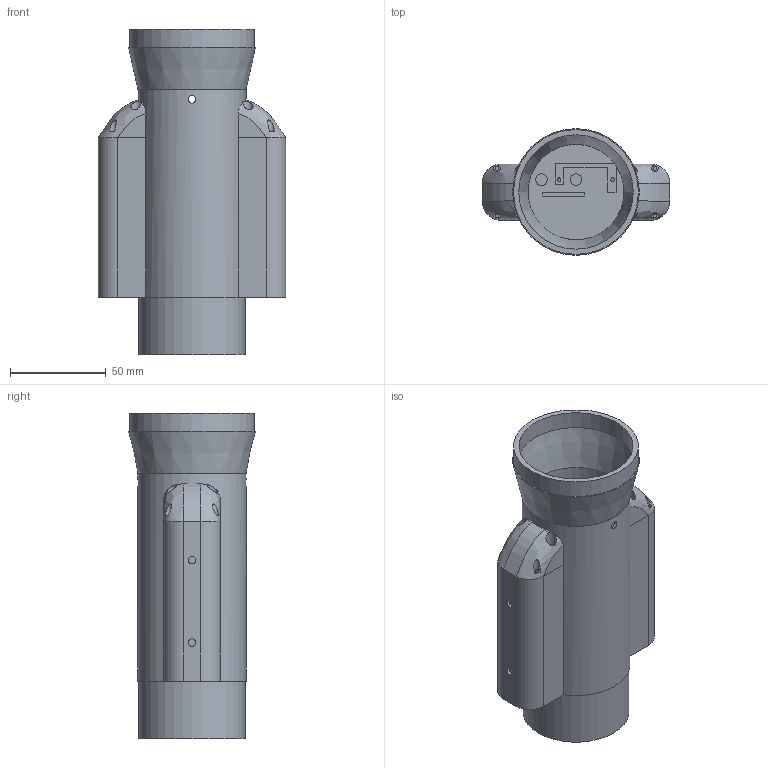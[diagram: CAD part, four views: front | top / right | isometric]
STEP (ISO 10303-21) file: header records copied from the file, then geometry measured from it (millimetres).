
FILE_DESCRIPTION(/* description */ ('STEP AP242','CAx-IF Rec.Pracs.---Representation and Presentation of Product Manufacturing Information (PMI)---4.0---2014-10-13','CAx-IF Rec.Pracs.---3D Tessellated Geometry---0.4---2014-09-14','2;1'),/* implementation_level */ '2;1');
FILE_NAME(/* name */ '66cd79910f9d0e6bf1ad88e5',/* time_stamp */ '2024-08-27T07:00:34Z',/* author */ (''),/* organization */ (''),/* preprocessor_version */ 'ST-DEVELOPER v20',/* originating_system */ ' ',/* authorisation */ ' ');
FILE_SCHEMA (('AP242_MANAGED_MODEL_BASED_3D_ENGINEERING_MIM_LF { 1 0 10303 442 1 1 4 }'));
Length unit declared in the file: metre
Products named in the file (4): Part 4; Part 3; Part 2; Part 1
Bounding box: 97.7 x 66 x 169.46 mm (x, y, z)
Volume: 132017 mm3; surface area: 96734.8 mm2
Topology: 4 solids, 4 shells, 136 faces, 320 edges, 211 vertices
Faces by surface type: plane 71, cylinder 45, bspline 18, cone 2
Full cylindrical faces by diameter (mm): 1.8 x2, 2 x6, 3 x6, 4 x6, 5.4 x4, 6 x2, 14 x1, 49.9 x1, 52.3 x1, 52.9 x1, 53.3 x1, 55.3 x1, 56.3 x1, 59.6 x1, 65 x1
Entity records: 4313 total; most frequent: CARTESIAN_POINT 1270, DIRECTION 568, ORIENTED_EDGE 552, EDGE_CURVE 276, EDGE_LOOP 228, FACE_BOUND 228, AXIS2_PLACEMENT_3D 220, VERTEX_POINT 204
